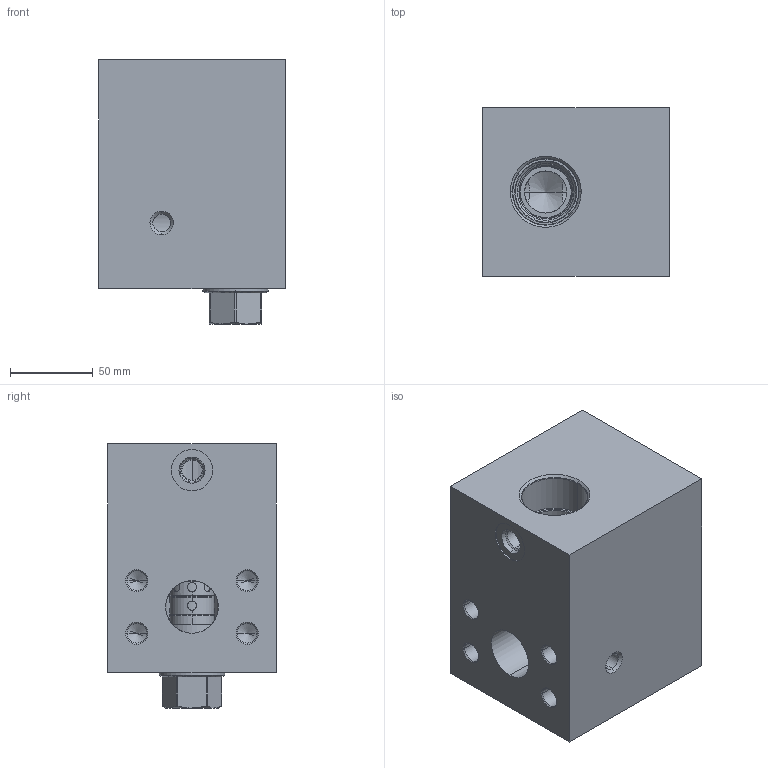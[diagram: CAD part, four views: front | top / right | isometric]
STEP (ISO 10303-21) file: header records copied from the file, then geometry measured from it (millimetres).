
FILE_DESCRIPTION((''),'2;1');
FILE_NAME('H65_ASM','2019-11-15T',('ProEService'),(''),'PRO/ENGINEER BY PARAMETRIC TECHNOLOGY CORPORATION, 2014200','PRO/ENGINEER BY PARAMETRIC TECHNOLOGY CORPORATION, 2014200','');
FILE_SCHEMA(('CONFIG_CONTROL_DESIGN'));
Length unit declared in the file: inch
Products named in the file (3): 151-947-001; CXHAXCN; H65_ASM
Assembly tree (2 placements, depth 2):
  H65_ASM
    151-947-001
    CXHAXCN
Bounding box: 112.73 x 101.6 x 159.56 mm (x, y, z)
Volume: 1370096 mm3; surface area: 136646.8 mm2
Topology: 3 solids, 4 shells, 331 faces, 1053 edges, 847 vertices
Faces by surface type: cylinder 150, cone 102, plane 41, torus 32, revolution 6
Entity records: 13335 total; most frequent: CARTESIAN_POINT 4242, DIRECTION 1976, ORIENTED_EDGE 1534, EDGE_CURVE 767, AXIS2_PLACEMENT_3D 720, VECTOR 530, LINE 530, VERTEX_POINT 468
